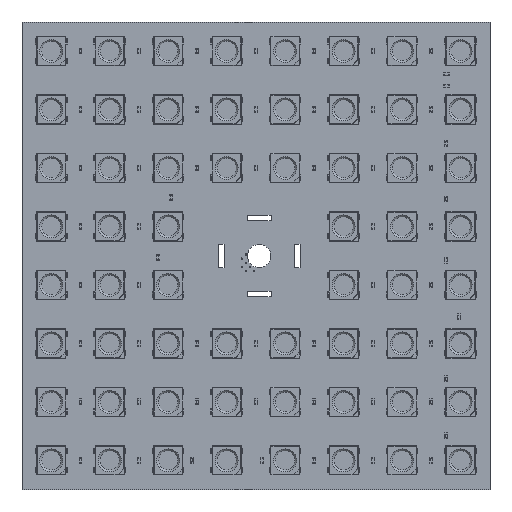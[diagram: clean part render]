
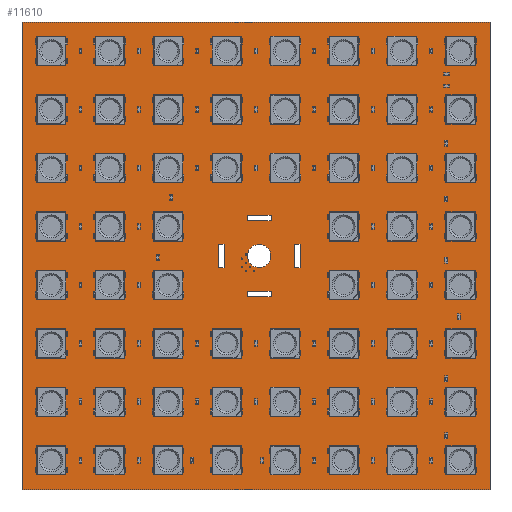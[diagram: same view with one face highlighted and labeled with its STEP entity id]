
A CAD part, top view. The second image highlights one B-rep face of the part: STEP entity #11610.
In plain terms, the highlighted planar face has unit normal (0, 0, 1).
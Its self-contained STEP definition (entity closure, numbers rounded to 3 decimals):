
#11274 = VERTEX_POINT('',#11275);
#11275 = CARTESIAN_POINT('',(40.016,-40.,1.51));
#11281 = EDGE_CURVE('',#11274,#11282,#11284,.T.);
#11282 = VERTEX_POINT('',#11283);
#11283 = CARTESIAN_POINT('',(-40.016,-40.,1.51));
#11284 = LINE('',#11285,#11286);
#11285 = CARTESIAN_POINT('',(40.016,-40.,1.51));
#11286 = VECTOR('',#11287,1.);
#11287 = DIRECTION('',(-1.,0.,0.));
#11314 = VERTEX_POINT('',#11315);
#11315 = CARTESIAN_POINT('',(40.016,40.,1.51));
#11321 = EDGE_CURVE('',#11314,#11274,#11322,.T.);
#11322 = LINE('',#11323,#11324);
#11323 = CARTESIAN_POINT('',(40.016,40.,1.51));
#11324 = VECTOR('',#11325,1.);
#11325 = DIRECTION('',(0.,-1.,0.));
#11343 = EDGE_CURVE('',#11282,#11344,#11346,.T.);
#11344 = VERTEX_POINT('',#11345);
#11345 = CARTESIAN_POINT('',(-40.016,40.,1.51));
#11346 = LINE('',#11347,#11348);
#11347 = CARTESIAN_POINT('',(-40.016,-40.,1.51));
#11348 = VECTOR('',#11349,1.);
#11349 = DIRECTION('',(0.,1.,0.));
#11610 = ADVANCED_FACE('',(#11611,#11622,#11656,#11667,#11678,#11689,
    #11700,#11711,#11722,#11756,#11767,#11801,#11812),#11846,.T.);
#11611 = FACE_BOUND('',#11612,.T.);
#11612 = EDGE_LOOP('',(#11613,#11614,#11615,#11621));
#11613 = ORIENTED_EDGE('',*,*,#11281,.F.);
#11614 = ORIENTED_EDGE('',*,*,#11321,.F.);
#11615 = ORIENTED_EDGE('',*,*,#11616,.F.);
#11616 = EDGE_CURVE('',#11344,#11314,#11617,.T.);
#11617 = LINE('',#11618,#11619);
#11618 = CARTESIAN_POINT('',(-40.016,40.,1.51));
#11619 = VECTOR('',#11620,1.);
#11620 = DIRECTION('',(1.,0.,0.));
#11621 = ORIENTED_EDGE('',*,*,#11343,.F.);
#11622 = FACE_BOUND('',#11623,.T.);
#11623 = EDGE_LOOP('',(#11624,#11634,#11642,#11650));
#11624 = ORIENTED_EDGE('',*,*,#11625,.F.);
#11625 = EDGE_CURVE('',#11626,#11628,#11630,.T.);
#11626 = VERTEX_POINT('',#11627);
#11627 = CARTESIAN_POINT('',(-1.516,-7.,1.51));
#11628 = VERTEX_POINT('',#11629);
#11629 = CARTESIAN_POINT('',(2.584,-7.,1.51));
#11630 = LINE('',#11631,#11632);
#11631 = CARTESIAN_POINT('',(-1.516,-7.,1.51));
#11632 = VECTOR('',#11633,1.);
#11633 = DIRECTION('',(1.,0.,0.));
#11634 = ORIENTED_EDGE('',*,*,#11635,.F.);
#11635 = EDGE_CURVE('',#11636,#11626,#11638,.T.);
#11636 = VERTEX_POINT('',#11637);
#11637 = CARTESIAN_POINT('',(-1.516,-6.,1.51));
#11638 = LINE('',#11639,#11640);
#11639 = CARTESIAN_POINT('',(-1.516,-6.,1.51));
#11640 = VECTOR('',#11641,1.);
#11641 = DIRECTION('',(0.,-1.,0.));
#11642 = ORIENTED_EDGE('',*,*,#11643,.F.);
#11643 = EDGE_CURVE('',#11644,#11636,#11646,.T.);
#11644 = VERTEX_POINT('',#11645);
#11645 = CARTESIAN_POINT('',(2.584,-6.,1.51));
#11646 = LINE('',#11647,#11648);
#11647 = CARTESIAN_POINT('',(2.584,-6.,1.51));
#11648 = VECTOR('',#11649,1.);
#11649 = DIRECTION('',(-1.,0.,0.));
#11650 = ORIENTED_EDGE('',*,*,#11651,.F.);
#11651 = EDGE_CURVE('',#11628,#11644,#11652,.T.);
#11652 = LINE('',#11653,#11654);
#11653 = CARTESIAN_POINT('',(2.584,-7.,1.51));
#11654 = VECTOR('',#11655,1.);
#11655 = DIRECTION('',(0.,1.,0.));
#11656 = FACE_BOUND('',#11657,.T.);
#11657 = EDGE_LOOP('',(#11658));
#11658 = ORIENTED_EDGE('',*,*,#11659,.T.);
#11659 = EDGE_CURVE('',#11660,#11660,#11662,.T.);
#11660 = VERTEX_POINT('',#11661);
#11661 = CARTESIAN_POINT('',(-2.418,-1.943,1.51));
#11662 = CIRCLE('',#11663,0.1);
#11663 = AXIS2_PLACEMENT_3D('',#11664,#11665,#11666);
#11664 = CARTESIAN_POINT('',(-2.418,-1.843,1.51));
#11665 = DIRECTION('',(-0.,0.,-1.));
#11666 = DIRECTION('',(-0.,-1.,0.));
#11667 = FACE_BOUND('',#11668,.T.);
#11668 = EDGE_LOOP('',(#11669));
#11669 = ORIENTED_EDGE('',*,*,#11670,.T.);
#11670 = EDGE_CURVE('',#11671,#11671,#11673,.T.);
#11671 = VERTEX_POINT('',#11672);
#11672 = CARTESIAN_POINT('',(-1.718,-2.643,1.51));
#11673 = CIRCLE('',#11674,0.1);
#11674 = AXIS2_PLACEMENT_3D('',#11675,#11676,#11677);
#11675 = CARTESIAN_POINT('',(-1.718,-2.543,1.51));
#11676 = DIRECTION('',(-0.,0.,-1.));
#11677 = DIRECTION('',(0.,-1.,0.));
#11678 = FACE_BOUND('',#11679,.T.);
#11679 = EDGE_LOOP('',(#11680));
#11680 = ORIENTED_EDGE('',*,*,#11681,.T.);
#11681 = EDGE_CURVE('',#11682,#11682,#11684,.T.);
#11682 = VERTEX_POINT('',#11683);
#11683 = CARTESIAN_POINT('',(-1.018,-1.943,1.51));
#11684 = CIRCLE('',#11685,0.1);
#11685 = AXIS2_PLACEMENT_3D('',#11686,#11687,#11688);
#11686 = CARTESIAN_POINT('',(-1.018,-1.843,1.51));
#11687 = DIRECTION('',(-0.,0.,-1.));
#11688 = DIRECTION('',(-0.,-1.,0.));
#11689 = FACE_BOUND('',#11690,.T.);
#11690 = EDGE_LOOP('',(#11691));
#11691 = ORIENTED_EDGE('',*,*,#11692,.T.);
#11692 = EDGE_CURVE('',#11693,#11693,#11695,.T.);
#11693 = VERTEX_POINT('',#11694);
#11694 = CARTESIAN_POINT('',(-0.318,-2.643,1.51));
#11695 = CIRCLE('',#11696,0.1);
#11696 = AXIS2_PLACEMENT_3D('',#11697,#11698,#11699);
#11697 = CARTESIAN_POINT('',(-0.318,-2.543,1.51));
#11698 = DIRECTION('',(-0.,0.,-1.));
#11699 = DIRECTION('',(0.,-1.,-0.));
#11700 = FACE_BOUND('',#11701,.T.);
#11701 = EDGE_LOOP('',(#11702));
#11702 = ORIENTED_EDGE('',*,*,#11703,.T.);
#11703 = EDGE_CURVE('',#11704,#11704,#11706,.T.);
#11704 = VERTEX_POINT('',#11705);
#11705 = CARTESIAN_POINT('',(-1.718,-1.243,1.51));
#11706 = CIRCLE('',#11707,0.1);
#11707 = AXIS2_PLACEMENT_3D('',#11708,#11709,#11710);
#11708 = CARTESIAN_POINT('',(-1.718,-1.143,1.51));
#11709 = DIRECTION('',(-0.,0.,-1.));
#11710 = DIRECTION('',(0.,-1.,0.));
#11711 = FACE_BOUND('',#11712,.T.);
#11712 = EDGE_LOOP('',(#11713));
#11713 = ORIENTED_EDGE('',*,*,#11714,.T.);
#11714 = EDGE_CURVE('',#11715,#11715,#11717,.T.);
#11715 = VERTEX_POINT('',#11716);
#11716 = CARTESIAN_POINT('',(-2.418,-0.543,1.51));
#11717 = CIRCLE('',#11718,0.1);
#11718 = AXIS2_PLACEMENT_3D('',#11719,#11720,#11721);
#11719 = CARTESIAN_POINT('',(-2.418,-0.443,1.51));
#11720 = DIRECTION('',(-0.,0.,-1.));
#11721 = DIRECTION('',(-0.,-1.,0.));
#11722 = FACE_BOUND('',#11723,.T.);
#11723 = EDGE_LOOP('',(#11724,#11734,#11742,#11750));
#11724 = ORIENTED_EDGE('',*,*,#11725,.F.);
#11725 = EDGE_CURVE('',#11726,#11728,#11730,.T.);
#11726 = VERTEX_POINT('',#11727);
#11727 = CARTESIAN_POINT('',(-6.466,-2.05,1.51));
#11728 = VERTEX_POINT('',#11729);
#11729 = CARTESIAN_POINT('',(-5.466,-2.05,1.51));
#11730 = LINE('',#11731,#11732);
#11731 = CARTESIAN_POINT('',(-6.466,-2.05,1.51));
#11732 = VECTOR('',#11733,1.);
#11733 = DIRECTION('',(1.,0.,0.));
#11734 = ORIENTED_EDGE('',*,*,#11735,.F.);
#11735 = EDGE_CURVE('',#11736,#11726,#11738,.T.);
#11736 = VERTEX_POINT('',#11737);
#11737 = CARTESIAN_POINT('',(-6.466,2.05,1.51));
#11738 = LINE('',#11739,#11740);
#11739 = CARTESIAN_POINT('',(-6.466,2.05,1.51));
#11740 = VECTOR('',#11741,1.);
#11741 = DIRECTION('',(0.,-1.,0.));
#11742 = ORIENTED_EDGE('',*,*,#11743,.F.);
#11743 = EDGE_CURVE('',#11744,#11736,#11746,.T.);
#11744 = VERTEX_POINT('',#11745);
#11745 = CARTESIAN_POINT('',(-5.466,2.05,1.51));
#11746 = LINE('',#11747,#11748);
#11747 = CARTESIAN_POINT('',(-5.466,2.05,1.51));
#11748 = VECTOR('',#11749,1.);
#11749 = DIRECTION('',(-1.,0.,0.));
#11750 = ORIENTED_EDGE('',*,*,#11751,.F.);
#11751 = EDGE_CURVE('',#11728,#11744,#11752,.T.);
#11752 = LINE('',#11753,#11754);
#11753 = CARTESIAN_POINT('',(-5.466,-2.05,1.51));
#11754 = VECTOR('',#11755,1.);
#11755 = DIRECTION('',(0.,1.,0.));
#11756 = FACE_BOUND('',#11757,.T.);
#11757 = EDGE_LOOP('',(#11758));
#11758 = ORIENTED_EDGE('',*,*,#11759,.T.);
#11759 = EDGE_CURVE('',#11760,#11760,#11762,.T.);
#11760 = VERTEX_POINT('',#11761);
#11761 = CARTESIAN_POINT('',(-1.718,0.157,1.51));
#11762 = CIRCLE('',#11763,0.1);
#11763 = AXIS2_PLACEMENT_3D('',#11764,#11765,#11766);
#11764 = CARTESIAN_POINT('',(-1.718,0.257,1.51));
#11765 = DIRECTION('',(-0.,0.,-1.));
#11766 = DIRECTION('',(0.,-1.,0.));
#11767 = FACE_BOUND('',#11768,.T.);
#11768 = EDGE_LOOP('',(#11769,#11779,#11787,#11795));
#11769 = ORIENTED_EDGE('',*,*,#11770,.F.);
#11770 = EDGE_CURVE('',#11771,#11773,#11775,.T.);
#11771 = VERTEX_POINT('',#11772);
#11772 = CARTESIAN_POINT('',(-1.516,6.,1.51));
#11773 = VERTEX_POINT('',#11774);
#11774 = CARTESIAN_POINT('',(2.584,6.,1.51));
#11775 = LINE('',#11776,#11777);
#11776 = CARTESIAN_POINT('',(-1.516,6.,1.51));
#11777 = VECTOR('',#11778,1.);
#11778 = DIRECTION('',(1.,0.,0.));
#11779 = ORIENTED_EDGE('',*,*,#11780,.F.);
#11780 = EDGE_CURVE('',#11781,#11771,#11783,.T.);
#11781 = VERTEX_POINT('',#11782);
#11782 = CARTESIAN_POINT('',(-1.516,7.,1.51));
#11783 = LINE('',#11784,#11785);
#11784 = CARTESIAN_POINT('',(-1.516,7.,1.51));
#11785 = VECTOR('',#11786,1.);
#11786 = DIRECTION('',(0.,-1.,0.));
#11787 = ORIENTED_EDGE('',*,*,#11788,.F.);
#11788 = EDGE_CURVE('',#11789,#11781,#11791,.T.);
#11789 = VERTEX_POINT('',#11790);
#11790 = CARTESIAN_POINT('',(2.584,7.,1.51));
#11791 = LINE('',#11792,#11793);
#11792 = CARTESIAN_POINT('',(2.584,7.,1.51));
#11793 = VECTOR('',#11794,1.);
#11794 = DIRECTION('',(-1.,0.,0.));
#11795 = ORIENTED_EDGE('',*,*,#11796,.F.);
#11796 = EDGE_CURVE('',#11773,#11789,#11797,.T.);
#11797 = LINE('',#11798,#11799);
#11798 = CARTESIAN_POINT('',(2.584,6.,1.51));
#11799 = VECTOR('',#11800,1.);
#11800 = DIRECTION('',(0.,1.,0.));
#11801 = FACE_BOUND('',#11802,.T.);
#11802 = EDGE_LOOP('',(#11803));
#11803 = ORIENTED_EDGE('',*,*,#11804,.F.);
#11804 = EDGE_CURVE('',#11805,#11805,#11807,.T.);
#11805 = VERTEX_POINT('',#11806);
#11806 = CARTESIAN_POINT('',(2.534,0.,1.51));
#11807 = CIRCLE('',#11808,2.);
#11808 = AXIS2_PLACEMENT_3D('',#11809,#11810,#11811);
#11809 = CARTESIAN_POINT('',(0.534,0.,1.51));
#11810 = DIRECTION('',(0.,0.,1.));
#11811 = DIRECTION('',(1.,0.,-0.));
#11812 = FACE_BOUND('',#11813,.T.);
#11813 = EDGE_LOOP('',(#11814,#11824,#11832,#11840));
#11814 = ORIENTED_EDGE('',*,*,#11815,.F.);
#11815 = EDGE_CURVE('',#11816,#11818,#11820,.T.);
#11816 = VERTEX_POINT('',#11817);
#11817 = CARTESIAN_POINT('',(6.534,-2.05,1.51));
#11818 = VERTEX_POINT('',#11819);
#11819 = CARTESIAN_POINT('',(7.534,-2.05,1.51));
#11820 = LINE('',#11821,#11822);
#11821 = CARTESIAN_POINT('',(6.534,-2.05,1.51));
#11822 = VECTOR('',#11823,1.);
#11823 = DIRECTION('',(1.,0.,0.));
#11824 = ORIENTED_EDGE('',*,*,#11825,.F.);
#11825 = EDGE_CURVE('',#11826,#11816,#11828,.T.);
#11826 = VERTEX_POINT('',#11827);
#11827 = CARTESIAN_POINT('',(6.534,2.05,1.51));
#11828 = LINE('',#11829,#11830);
#11829 = CARTESIAN_POINT('',(6.534,2.05,1.51));
#11830 = VECTOR('',#11831,1.);
#11831 = DIRECTION('',(0.,-1.,0.));
#11832 = ORIENTED_EDGE('',*,*,#11833,.F.);
#11833 = EDGE_CURVE('',#11834,#11826,#11836,.T.);
#11834 = VERTEX_POINT('',#11835);
#11835 = CARTESIAN_POINT('',(7.534,2.05,1.51));
#11836 = LINE('',#11837,#11838);
#11837 = CARTESIAN_POINT('',(7.534,2.05,1.51));
#11838 = VECTOR('',#11839,1.);
#11839 = DIRECTION('',(-1.,0.,0.));
#11840 = ORIENTED_EDGE('',*,*,#11841,.F.);
#11841 = EDGE_CURVE('',#11818,#11834,#11842,.T.);
#11842 = LINE('',#11843,#11844);
#11843 = CARTESIAN_POINT('',(7.534,-2.05,1.51));
#11844 = VECTOR('',#11845,1.);
#11845 = DIRECTION('',(0.,1.,0.));
#11846 = PLANE('',#11847);
#11847 = AXIS2_PLACEMENT_3D('',#11848,#11849,#11850);
#11848 = CARTESIAN_POINT('',(0.,0.,1.51));
#11849 = DIRECTION('',(0.,0.,1.));
#11850 = DIRECTION('',(1.,0.,-0.));
